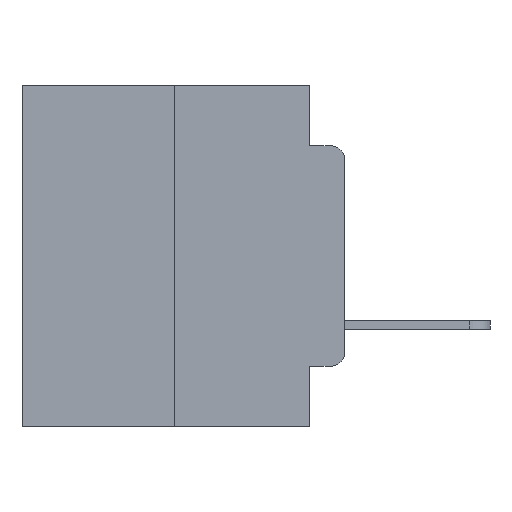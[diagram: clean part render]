
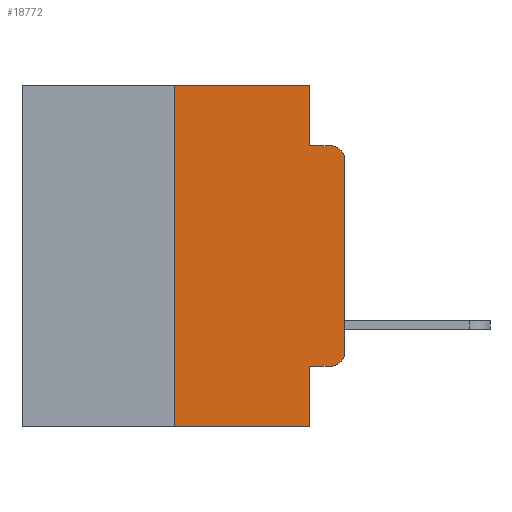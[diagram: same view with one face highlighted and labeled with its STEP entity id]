
A CAD part, left-side view. The second image highlights one B-rep face of the part: STEP entity #18772.
In plain terms, the highlighted planar face has unit normal (-1, 0, 0).
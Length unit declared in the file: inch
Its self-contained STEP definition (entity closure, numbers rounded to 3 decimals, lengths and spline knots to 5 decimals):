
#3 = FACE_OUTER_BOUND ( 'NONE', #6066, .T. ) ;
#275 = VERTEX_POINT ( 'NONE', #3367 ) ;
#510 = CARTESIAN_POINT ( 'NONE',  ( 0., 0.051, -0.0885 ) ) ;
#778 = VERTEX_POINT ( 'NONE', #10974 ) ;
#1243 = DIRECTION ( 'NONE',  ( 0., 0., -1. ) ) ;
#1775 = VERTEX_POINT ( 'NONE', #6991 ) ;
#1823 = CARTESIAN_POINT ( 'NONE',  ( 0., 0.051, 0. ) ) ;
#3289 = VECTOR ( 'NONE', #1243, 39.37008 ) ;
#3367 = CARTESIAN_POINT ( 'NONE',  ( 0., 0.02, -0.4115 ) ) ;
#3610 = DIRECTION ( 'NONE',  ( -1., 0., 0. ) ) ;
#5390 = LINE ( 'NONE', #27155, #26353 ) ;
#5509 = CARTESIAN_POINT ( 'NONE',  ( 0., 0.25, 0. ) ) ;
#5532 = AXIS2_PLACEMENT_3D ( 'NONE', #16925, #3610, #18944 ) ;
#5721 = LINE ( 'NONE', #23442, #27240 ) ;
#5991 = CARTESIAN_POINT ( 'NONE',  ( 0., 0.051, -0.0885 ) ) ;
#6066 = EDGE_LOOP ( 'NONE', ( #24402, #14952, #23826, #16924, #9472, #21367, #24459, #18851, #10960, #22640 ) ) ;
#6231 = VERTEX_POINT ( 'NONE', #24940 ) ;
#6540 = EDGE_CURVE ( 'NONE', #13731, #21327, #25982, .T. ) ;
#6905 = CARTESIAN_POINT ( 'NONE',  ( 0., 0.473, -0.5 ) ) ;
#6991 = CARTESIAN_POINT ( 'NONE',  ( 0., 0.02, -0.0885 ) ) ;
#7164 = DIRECTION ( 'NONE',  ( 1., 0., 0. ) ) ;
#7890 = EDGE_CURVE ( 'NONE', #12628, #25009, #18813, .T. ) ;
#8169 = LINE ( 'NONE', #6905, #8844 ) ;
#8626 = EDGE_CURVE ( 'NONE', #21327, #20360, #9398, .T. ) ;
#8844 = VECTOR ( 'NONE', #23790, 39.37008 ) ;
#8859 = DIRECTION ( 'NONE',  ( 0., -1., 0. ) ) ;
#9184 = CARTESIAN_POINT ( 'NONE',  ( 0., 0.473, 0. ) ) ;
#9398 = LINE ( 'NONE', #1823, #3289 ) ;
#9472 = ORIENTED_EDGE ( 'NONE', *, *, #6540, .F. ) ;
#9647 = AXIS2_PLACEMENT_3D ( 'NONE', #21959, #7164, #22053 ) ;
#10960 = ORIENTED_EDGE ( 'NONE', *, *, #26309, .T. ) ;
#10974 = CARTESIAN_POINT ( 'NONE',  ( 0., 0.25, -0.5 ) ) ;
#11193 = EDGE_CURVE ( 'NONE', #275, #12628, #25756, .T. ) ;
#11240 = EDGE_CURVE ( 'NONE', #25009, #1775, #18657, .T. ) ;
#12628 = VERTEX_POINT ( 'NONE', #23487 ) ;
#13104 = DIRECTION ( 'NONE',  ( -1., 0., 0. ) ) ;
#13731 = VERTEX_POINT ( 'NONE', #5509 ) ;
#14484 = CARTESIAN_POINT ( 'NONE',  ( 0., 0., -0.1085 ) ) ;
#14952 = ORIENTED_EDGE ( 'NONE', *, *, #11240, .T. ) ;
#15914 = PLANE ( 'NONE',  #9647 ) ;
#16147 = CARTESIAN_POINT ( 'NONE',  ( 0., 0.051, 0. ) ) ;
#16924 = ORIENTED_EDGE ( 'NONE', *, *, #8626, .F. ) ;
#16925 = CARTESIAN_POINT ( 'NONE',  ( 0., 0.02, -0.3915 ) ) ;
#17204 = LINE ( 'NONE', #24642, #21317 ) ;
#17292 = AXIS2_PLACEMENT_3D ( 'NONE', #25217, #13104, #27153 ) ;
#17320 = CARTESIAN_POINT ( 'NONE',  ( 0., 0.051, -0.4115 ) ) ;
#17325 = DIRECTION ( 'NONE',  ( 0., 0., -1. ) ) ;
#17905 = EDGE_CURVE ( 'NONE', #778, #13731, #5721, .T. ) ;
#18027 = EDGE_CURVE ( 'NONE', #778, #6231, #8169, .T. ) ;
#18657 = CIRCLE ( 'NONE', #17292, 0.02 ) ;
#18666 = VECTOR ( 'NONE', #24330, 39.37008 ) ;
#18772 = ADVANCED_FACE ( 'NONE', ( #3 ), #15914, .F. ) ;
#18813 = LINE ( 'NONE', #26681, #23509 ) ;
#18851 = ORIENTED_EDGE ( 'NONE', *, *, #23104, .F. ) ;
#18944 = DIRECTION ( 'NONE',  ( 0., 0., -1. ) ) ;
#19769 = VERTEX_POINT ( 'NONE', #17320 ) ;
#20360 = VERTEX_POINT ( 'NONE', #5991 ) ;
#20797 = VECTOR ( 'NONE', #8859, 39.37008 ) ;
#21317 = VECTOR ( 'NONE', #26577, 39.37008 ) ;
#21327 = VERTEX_POINT ( 'NONE', #16147 ) ;
#21367 = ORIENTED_EDGE ( 'NONE', *, *, #17905, .F. ) ;
#21959 = CARTESIAN_POINT ( 'NONE',  ( 0., 0.473, 0. ) ) ;
#22053 = DIRECTION ( 'NONE',  ( 0., 0., -1. ) ) ;
#22640 = ORIENTED_EDGE ( 'NONE', *, *, #11193, .T. ) ;
#22760 = EDGE_CURVE ( 'NONE', #20360, #1775, #24588, .T. ) ;
#23104 = EDGE_CURVE ( 'NONE', #19769, #6231, #5390, .T. ) ;
#23442 = CARTESIAN_POINT ( 'NONE',  ( 0., 0.25, 0. ) ) ;
#23487 = CARTESIAN_POINT ( 'NONE',  ( 0., 0., -0.3915 ) ) ;
#23509 = VECTOR ( 'NONE', #26946, 39.37008 ) ;
#23790 = DIRECTION ( 'NONE',  ( 0., -1., 0. ) ) ;
#23826 = ORIENTED_EDGE ( 'NONE', *, *, #22760, .F. ) ;
#24330 = DIRECTION ( 'NONE',  ( 0., -1., 0. ) ) ;
#24402 = ORIENTED_EDGE ( 'NONE', *, *, #7890, .T. ) ;
#24459 = ORIENTED_EDGE ( 'NONE', *, *, #18027, .T. ) ;
#24588 = LINE ( 'NONE', #510, #18666 ) ;
#24642 = CARTESIAN_POINT ( 'NONE',  ( 0., 0.051, -0.4115 ) ) ;
#24940 = CARTESIAN_POINT ( 'NONE',  ( 0., 0.051, -0.5 ) ) ;
#25009 = VERTEX_POINT ( 'NONE', #14484 ) ;
#25217 = CARTESIAN_POINT ( 'NONE',  ( 0., 0.02, -0.1085 ) ) ;
#25756 = CIRCLE ( 'NONE', #5532, 0.02 ) ;
#25982 = LINE ( 'NONE', #9184, #20797 ) ;
#26309 = EDGE_CURVE ( 'NONE', #19769, #275, #17204, .T. ) ;
#26353 = VECTOR ( 'NONE', #17325, 39.37008 ) ;
#26577 = DIRECTION ( 'NONE',  ( 0., -1., 0. ) ) ;
#26681 = CARTESIAN_POINT ( 'NONE',  ( 0., 0., 0. ) ) ;
#26946 = DIRECTION ( 'NONE',  ( 0., 0., 1. ) ) ;
#27153 = DIRECTION ( 'NONE',  ( 0., 0., -1. ) ) ;
#27155 = CARTESIAN_POINT ( 'NONE',  ( 0., 0.051, 0. ) ) ;
#27240 = VECTOR ( 'NONE', #27303, 39.37008 ) ;
#27303 = DIRECTION ( 'NONE',  ( 0., 0., 1. ) ) ;
